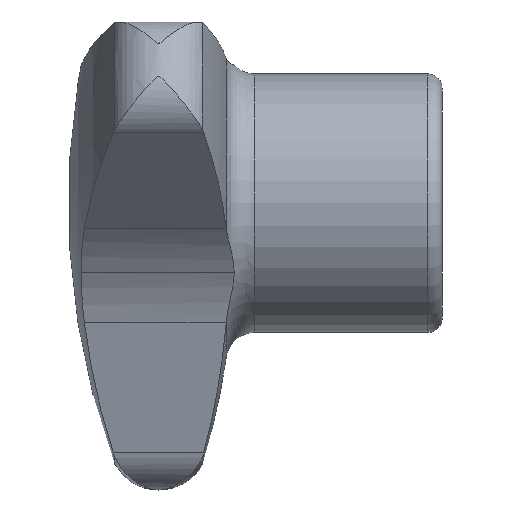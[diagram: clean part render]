
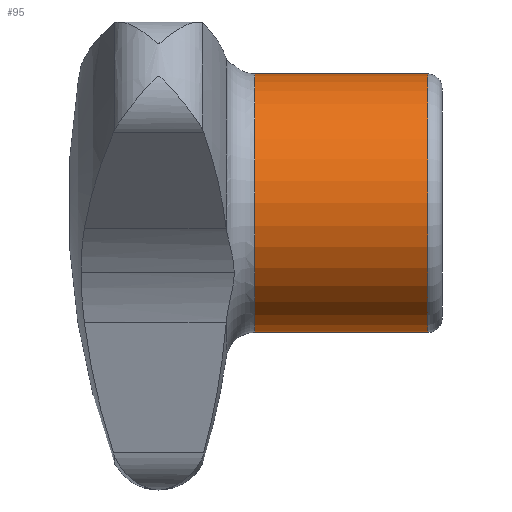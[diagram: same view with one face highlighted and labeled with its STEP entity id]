
A CAD part, left-side view. The second image highlights one B-rep face of the part: STEP entity #95.
In plain terms, the highlighted cylindrical face has radius 9 mm (diameter 18 mm), a full revolution.
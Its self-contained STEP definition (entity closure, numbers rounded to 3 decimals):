
#95 = ADVANCED_FACE( '', ( #158, #159 ), #160, .T. );
#158 = FACE_OUTER_BOUND( '', #259, .T. );
#159 = FACE_OUTER_BOUND( '', #260, .T. );
#160 = CYLINDRICAL_SURFACE( '', #261, 9. );
#259 = EDGE_LOOP( '', ( #483 ) );
#260 = EDGE_LOOP( '', ( #484 ) );
#261 = AXIS2_PLACEMENT_3D( '', #485, #486, #487 );
#483 = ORIENTED_EDGE( '', *, *, #656, .F. );
#484 = ORIENTED_EDGE( '', *, *, #657, .T. );
#485 = CARTESIAN_POINT( '', ( 0., 0., 0. ) );
#486 = DIRECTION( '', ( 0., 1., 0. ) );
#487 = DIRECTION( '', ( 0., 0., -1. ) );
#656 = EDGE_CURVE( '', #791, #791, #792, .T. );
#657 = EDGE_CURVE( '', #793, #793, #794, .T. );
#791 = VERTEX_POINT( '', #1232 );
#792 = CIRCLE( '', #1233, 9. );
#793 = VERTEX_POINT( '', #1234 );
#794 = CIRCLE( '', #1235, 9. );
#1232 = CARTESIAN_POINT( '', ( 0., 1., -9. ) );
#1233 = AXIS2_PLACEMENT_3D( '', #1386, #1387, #1388 );
#1234 = CARTESIAN_POINT( '', ( 0., 13.04, -9. ) );
#1235 = AXIS2_PLACEMENT_3D( '', #1389, #1390, #1391 );
#1386 = CARTESIAN_POINT( '', ( 0., 1., 0. ) );
#1387 = DIRECTION( '', ( 0., -1., 0. ) );
#1388 = DIRECTION( '', ( 0., 0., -1. ) );
#1389 = CARTESIAN_POINT( '', ( 0., 13.04, 0. ) );
#1390 = DIRECTION( '', ( 0., -1., 0. ) );
#1391 = DIRECTION( '', ( 0., 0., -1. ) );
